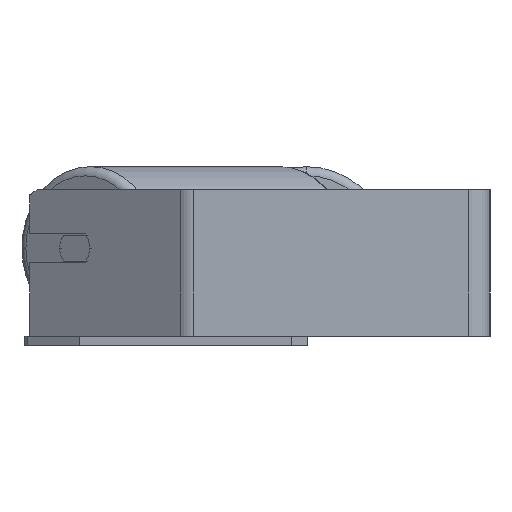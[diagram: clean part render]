
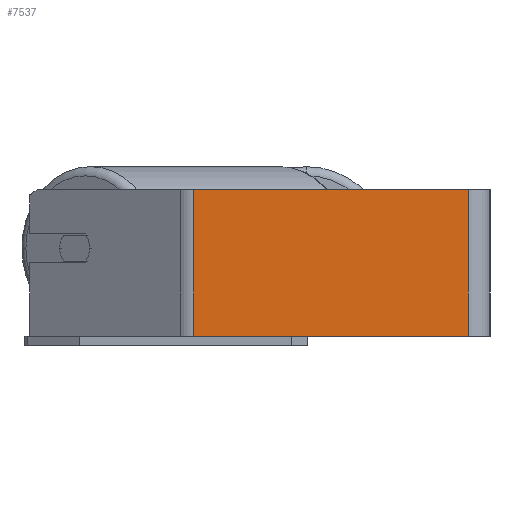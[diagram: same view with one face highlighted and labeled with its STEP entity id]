
A CAD part, left-side view. The second image highlights one B-rep face of the part: STEP entity #7537.
In plain terms, the highlighted planar face has unit normal (-1, 0, 0).
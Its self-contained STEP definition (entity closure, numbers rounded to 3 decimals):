
#40 = VECTOR ( 'NONE', #8392, 1000. ) ;
#167 = EDGE_CURVE ( 'NONE', #5805, #2981, #2602, .T. ) ;
#233 = EDGE_CURVE ( 'NONE', #1226, #3123, #4075, .T. ) ;
#1226 = VERTEX_POINT ( 'NONE', #3859 ) ;
#1349 = DIRECTION ( 'NONE',  ( 0., 0., -1. ) ) ;
#1998 = CARTESIAN_POINT ( 'NONE',  ( -340., 165.539, 40. ) ) ;
#2121 = VECTOR ( 'NONE', #6783, 1000. ) ;
#2201 = ORIENTED_EDGE ( 'NONE', *, *, #167, .T. ) ;
#2602 = LINE ( 'NONE', #8879, #40 ) ;
#2698 = DIRECTION ( 'NONE',  ( 0., -1., 0. ) ) ;
#2759 = ORIENTED_EDGE ( 'NONE', *, *, #3858, .T. ) ;
#2951 = EDGE_CURVE ( 'NONE', #3123, #2981, #3462, .T. ) ;
#2981 = VERTEX_POINT ( 'NONE', #7576 ) ;
#3028 = CARTESIAN_POINT ( 'NONE',  ( -340., 161.755, -40. ) ) ;
#3123 = VERTEX_POINT ( 'NONE', #5760 ) ;
#3462 = LINE ( 'NONE', #4064, #7652 ) ;
#3858 = EDGE_CURVE ( 'NONE', #1226, #5805, #4785, .T. ) ;
#3859 = CARTESIAN_POINT ( 'NONE',  ( -340., 161.755, 40. ) ) ;
#4064 = CARTESIAN_POINT ( 'NONE',  ( -340., 12., 40. ) ) ;
#4075 = LINE ( 'NONE', #8974, #5013 ) ;
#4785 = LINE ( 'NONE', #6876, #2121 ) ;
#5013 = VECTOR ( 'NONE', #2698, 1000. ) ;
#5760 = CARTESIAN_POINT ( 'NONE',  ( -340., 12., 40. ) ) ;
#5805 = VERTEX_POINT ( 'NONE', #3028 ) ;
#5853 = AXIS2_PLACEMENT_3D ( 'NONE', #1998, #8233, #1349 ) ;
#6111 = FACE_OUTER_BOUND ( 'NONE', #7585, .T. ) ;
#6783 = DIRECTION ( 'NONE',  ( 0., 0., -1. ) ) ;
#6819 = ORIENTED_EDGE ( 'NONE', *, *, #2951, .F. ) ;
#6834 = PLANE ( 'NONE',  #5853 ) ;
#6876 = CARTESIAN_POINT ( 'NONE',  ( -340., 161.755, 40. ) ) ;
#7537 = ADVANCED_FACE ( 'NONE', ( #6111 ), #6834, .F. ) ;
#7576 = CARTESIAN_POINT ( 'NONE',  ( -340., 12., -40. ) ) ;
#7585 = EDGE_LOOP ( 'NONE', ( #2201, #6819, #8432, #2759 ) ) ;
#7652 = VECTOR ( 'NONE', #8965, 1000. ) ;
#8233 = DIRECTION ( 'NONE',  ( 1., 0., 0. ) ) ;
#8392 = DIRECTION ( 'NONE',  ( 0., -1., 0. ) ) ;
#8432 = ORIENTED_EDGE ( 'NONE', *, *, #233, .F. ) ;
#8879 = CARTESIAN_POINT ( 'NONE',  ( -340., 165.539, -40. ) ) ;
#8965 = DIRECTION ( 'NONE',  ( 0., 0., -1. ) ) ;
#8974 = CARTESIAN_POINT ( 'NONE',  ( -340., 165.539, 40. ) ) ;
